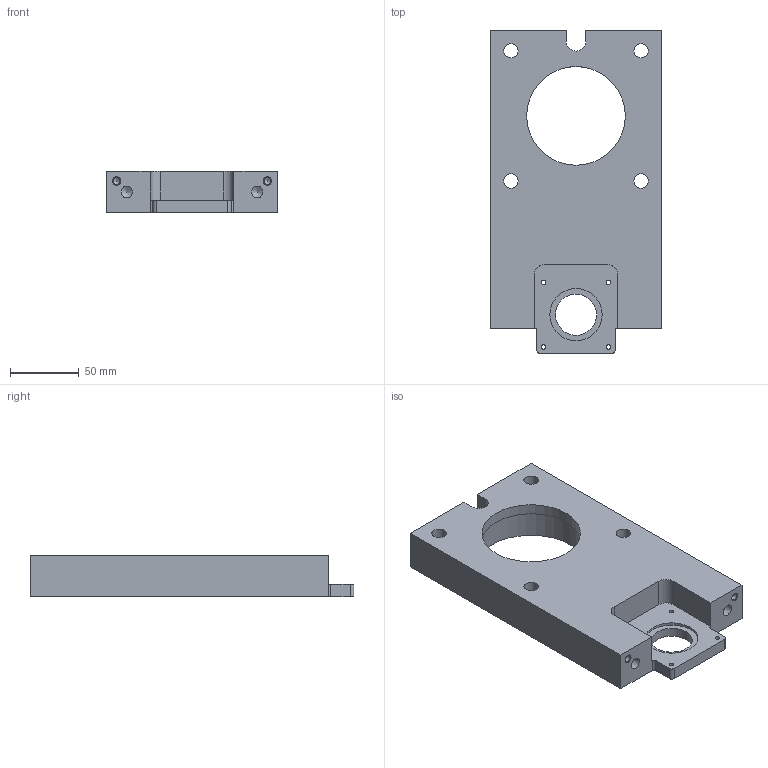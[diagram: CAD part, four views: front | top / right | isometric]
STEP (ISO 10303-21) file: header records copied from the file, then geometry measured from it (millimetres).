
FILE_DESCRIPTION(('FreeCAD Model'),'2;1');
FILE_NAME('Open CASCADE Shape Model','2024-10-12T17:31:17',(''),(''), 'Open CASCADE STEP processor 7.7','FreeCAD','Unknown');
FILE_SCHEMA(('AUTOMOTIVE_DESIGN { 1 0 10303 214 1 1 1 1 }'));
Length unit declared in the file: millimetre
Products named in the file (1): FrontWall
Bounding box: 125 x 236 x 30 mm (x, y, z)
Volume: 588098.6 mm3; surface area: 84992.7 mm2
Topology: 1 solids, 1 shells, 56 faces, 138 edges, 90 vertices
Faces by surface type: cylinder 27, plane 23, cone 6
Full cylindrical faces by diameter (mm): 3.3 x4, 5 x2, 8.5 x2, 10.5 x4, 17 x4, 30 x1, 38.2 x1, 72 x1, 80 x1
Entity records: 3521 total; most frequent: CARTESIAN_POINT 682, DIRECTION 549, LINE 295, VECTOR 295, ORIENTED_EDGE 268, PCURVE 268, DEFINITIONAL_REPRESENTATION 268, EDGE_CURVE 134
